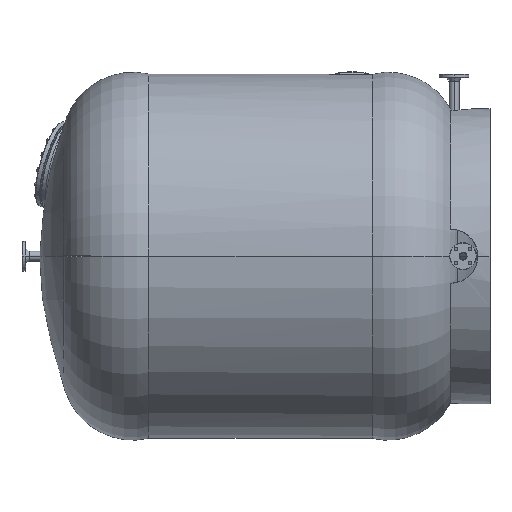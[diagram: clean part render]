
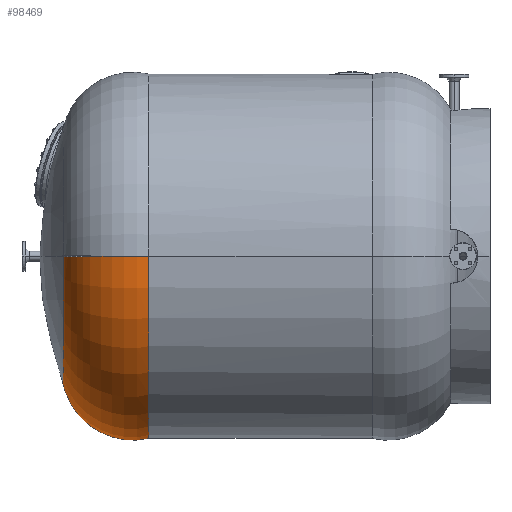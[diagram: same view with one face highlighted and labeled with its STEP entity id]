
A CAD part, left-side view. The second image highlights one B-rep face of the part: STEP entity #98469.
In plain terms, the highlighted toroidal (fillet/blend) face has major radius 625 mm and minor radius 396.992 mm.
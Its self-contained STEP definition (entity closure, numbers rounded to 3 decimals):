
#1675 = ORIENTED_EDGE ( 'NONE', *, *, #38713, .F. ) ;
#2150 = VERTEX_POINT ( 'NONE', #73389 ) ;
#6243 = CARTESIAN_POINT ( 'NONE',  ( 1475., 1982.831, -850. ) ) ;
#7190 = DIRECTION ( 'NONE',  ( -0.797, -0.604, 0. ) ) ;
#10614 = CARTESIAN_POINT ( 'NONE',  ( 1863.909, 1903.131, -850. ) ) ;
#12076 = ORIENTED_EDGE ( 'NONE', *, *, #94631, .T. ) ;
#12213 = AXIS2_PLACEMENT_3D ( 'NONE', #79646, #41583, #88013 ) ;
#12281 = DIRECTION ( 'NONE',  ( 0.98, -0.201, 0. ) ) ;
#12368 = CARTESIAN_POINT ( 'NONE',  ( 1861.139, 1894.324, -891.736 ) ) ;
#13239 = CARTESIAN_POINT ( 'NONE',  ( 1861.139, 1894.324, -891.736 ) ) ;
#13352 = VERTEX_POINT ( 'NONE', #91474 ) ;
#15588 = EDGE_CURVE ( 'NONE', #2150, #27020, #56612, .T. ) ;
#18446 = DIRECTION ( 'NONE',  ( 0., 0., 1. ) ) ;
#20375 = VERTEX_POINT ( 'NONE', #20428 ) ;
#20428 = CARTESIAN_POINT ( 'NONE',  ( 1673.924, 2326.382, -854. ) ) ;
#24977 = EDGE_LOOP ( 'NONE', ( #67783, #103373, #115509, #108973, #111351, #101601, #90445, #101655, #12076, #1675, #99034, #76576, #30179 ) ) ;
#25381 = CIRCLE ( 'NONE', #73604, 396.992 ) ;
#25815 = CARTESIAN_POINT ( 'NONE',  ( 1011.154, 1025.502, -850. ) ) ;
#25867 = EDGE_CURVE ( 'NONE', #119259, #75758, #89182, .T. ) ;
#25905 = AXIS2_PLACEMENT_3D ( 'NONE', #85300, #95601, #76287 ) ;
#27020 = VERTEX_POINT ( 'NONE', #79522 ) ;
#30179 = ORIENTED_EDGE ( 'NONE', *, *, #33133, .F. ) ;
#32131 = CARTESIAN_POINT ( 'NONE',  ( 1560.774, 2370.446, -850. ) ) ;
#33133 = EDGE_CURVE ( 'NONE', #27020, #20375, #98447, .T. ) ;
#34501 = DIRECTION ( 'NONE',  ( -0.604, 0.797, -0.004 ) ) ;
#35111 = DIRECTION ( 'NONE',  ( 0.501, 0.865, 0. ) ) ;
#35161 = VERTEX_POINT ( 'NONE', #65581 ) ;
#35974 = CARTESIAN_POINT ( 'NONE',  ( 1112.479, 1319.908, -850. ) ) ;
#36427 = DIRECTION ( 'NONE',  ( 1., 0., 0. ) ) ;
#36566 = DIRECTION ( 'NONE',  ( 0.604, 0.797, 0. ) ) ;
#36894 = EDGE_CURVE ( 'NONE', #20375, #13352, #51675, .T. ) ;
#38713 = EDGE_CURVE ( 'NONE', #84217, #109320, #100166, .T. ) ;
#38926 = AXIS2_PLACEMENT_3D ( 'NONE', #25815, #7190, #89079 ) ;
#40066 = AXIS2_PLACEMENT_3D ( 'NONE', #89326, #118434, #34501 ) ;
#40095 = AXIS2_PLACEMENT_3D ( 'NONE', #81985, #92751, #65606 ) ;
#40588 = CARTESIAN_POINT ( 'NONE',  ( 1863.432, 1901.581, -867.849 ) ) ;
#41178 = AXIS2_PLACEMENT_3D ( 'NONE', #35974, #72768, #36566 ) ;
#41332 = AXIS2_PLACEMENT_3D ( 'NONE', #6243, #89346, #35111 ) ;
#41583 = DIRECTION ( 'NONE',  ( 0., 0., 1. ) ) ;
#42138 = AXIS2_PLACEMENT_3D ( 'NONE', #82285, #119175, #36427 ) ;
#44251 = DIRECTION ( 'NONE',  ( 0.803, 0.596, 0. ) ) ;
#45248 = CARTESIAN_POINT ( 'NONE',  ( 850., 2370.446, -850. ) ) ;
#47290 = CARTESIAN_POINT ( 'NONE',  ( 1863.608, 1902.151, -864.312 ) ) ;
#49040 = CARTESIAN_POINT ( 'NONE',  ( 1863.909, 1903.129, -853.607 ) ) ;
#50737 = CARTESIAN_POINT ( 'NONE',  ( 1475., 1982.831, -850. ) ) ;
#51675 = CIRCLE ( 'NONE', #111563, 1631.773 ) ;
#56612 = CIRCLE ( 'NONE', #41178, 1128.448 ) ;
#57511 = CARTESIAN_POINT ( 'NONE',  ( 1862.072, 1897.218, -885.183 ) ) ;
#58427 = CARTESIAN_POINT ( 'NONE',  ( 688.846, 1025.502, -850. ) ) ;
#63483 = VERTEX_POINT ( 'NONE', #107085 ) ;
#63920 = DIRECTION ( 'NONE',  ( 1., 0., 0. ) ) ;
#64782 = VERTEX_POINT ( 'NONE', #90612 ) ;
#65449 = EDGE_CURVE ( 'NONE', #63483, #74155, #95590, .T. ) ;
#65581 = CARTESIAN_POINT ( 'NONE',  ( -93.709, 2219.531, -850. ) ) ;
#65606 = DIRECTION ( 'NONE',  ( -0.975, -0.223, 0. ) ) ;
#67495 = DIRECTION ( 'NONE',  ( 0.797, -0.604, 0. ) ) ;
#67783 = ORIENTED_EDGE ( 'NONE', *, *, #15588, .F. ) ;
#67833 = FACE_OUTER_BOUND ( 'NONE', #24977, .T. ) ;
#67903 = EDGE_CURVE ( 'NONE', #74155, #64782, #102600, .T. ) ;
#72768 = DIRECTION ( 'NONE',  ( -0.797, 0.604, 0. ) ) ;
#73389 = CARTESIAN_POINT ( 'NONE',  ( 1793.709, 2219.531, -850. ) ) ;
#73604 = AXIS2_PLACEMENT_3D ( 'NONE', #50737, #105150, #12281 ) ;
#74155 = VERTEX_POINT ( 'NONE', #13239 ) ;
#75637 = CARTESIAN_POINT ( 'NONE',  ( 1863.679, 1902.384, -862.536 ) ) ;
#75758 = VERTEX_POINT ( 'NONE', #85598 ) ;
#76287 = DIRECTION ( 'NONE',  ( -0.501, 0.865, 0. ) ) ;
#76576 = ORIENTED_EDGE ( 'NONE', *, *, #36894, .F. ) ;
#76823 = CARTESIAN_POINT ( 'NONE',  ( 1863.331, 1901.256, -869.612 ) ) ;
#77525 = DIRECTION ( 'NONE',  ( 0., 1., 0. ) ) ;
#78547 = EDGE_CURVE ( 'NONE', #90115, #119259, #96786, .T. ) ;
#79522 = CARTESIAN_POINT ( 'NONE',  ( 1793.705, 2219.525, -854. ) ) ;
#79646 = CARTESIAN_POINT ( 'NONE',  ( 225.008, 1982.829, -854. ) ) ;
#80536 = CIRCLE ( 'NONE', #40066, 1128.448 ) ;
#81033 = EDGE_CURVE ( 'NONE', #13352, #84217, #112740, .T. ) ;
#81985 = CARTESIAN_POINT ( 'NONE',  ( 225., 1982.831, -850. ) ) ;
#82285 = CARTESIAN_POINT ( 'NONE',  ( 850., 1982.831, -850. ) ) ;
#82979 = AXIS2_PLACEMENT_3D ( 'NONE', #100426, #18446, #44251 ) ;
#84079 = CARTESIAN_POINT ( 'NONE',  ( 1863.478, 1901.732, -866.966 ) ) ;
#84217 = VERTEX_POINT ( 'NONE', #32131 ) ;
#84755 = AXIS2_PLACEMENT_3D ( 'NONE', #45248, #108111, #63920 ) ;
#85300 = CARTESIAN_POINT ( 'NONE',  ( 225., 1982.831, -850. ) ) ;
#85598 = CARTESIAN_POINT ( 'NONE',  ( -93.705, 2219.525, -854. ) ) ;
#88013 = DIRECTION ( 'NONE',  ( -0.501, 0.865, 0. ) ) ;
#89079 = DIRECTION ( 'NONE',  ( -0.604, 0.797, 0. ) ) ;
#89182 = CIRCLE ( 'NONE', #12213, 396.993 ) ;
#89326 = CARTESIAN_POINT ( 'NONE',  ( 587.521, 1319.908, -850. ) ) ;
#89346 = DIRECTION ( 'NONE',  ( 0., 0., 1. ) ) ;
#90115 = VERTEX_POINT ( 'NONE', #97809 ) ;
#90445 = ORIENTED_EDGE ( 'NONE', *, *, #25867, .F. ) ;
#90612 = CARTESIAN_POINT ( 'NONE',  ( -162., 1894.324, -850. ) ) ;
#91474 = CARTESIAN_POINT ( 'NONE',  ( 1673.927, 2326.386, -850. ) ) ;
#92751 = DIRECTION ( 'NONE',  ( 0., 0., -1. ) ) ;
#94631 = EDGE_CURVE ( 'NONE', #90115, #109320, #108811, .T. ) ;
#95278 = DIRECTION ( 'NONE',  ( 0.604, 0.797, -0.002 ) ) ;
#95559 = CARTESIAN_POINT ( 'NONE',  ( 1863.851, 1902.942, -857.193 ) ) ;
#95590 = B_SPLINE_CURVE_WITH_KNOTS ( 'NONE', 3,
 ( #10614, #49040, #95559, #75637, #47290, #84079, #40588, #76823, #113100, #102844, #57511, #12368 ),
 .UNSPECIFIED., .F., .F.,
 ( 4, 2, 2, 2, 2, 4 ),
 ( 0., 0.25, 0.375, 0.438, 0.5, 1. ),
 .UNSPECIFIED. ) ;
#95601 = DIRECTION ( 'NONE',  ( 0., 0., -1. ) ) ;
#96037 = CIRCLE ( 'NONE', #40095, 396.992 ) ;
#96786 = CIRCLE ( 'NONE', #38926, 1631.773 ) ;
#97809 = CARTESIAN_POINT ( 'NONE',  ( 26.073, 2326.386, -850. ) ) ;
#97904 = EDGE_CURVE ( 'NONE', #75758, #35161, #80536, .T. ) ;
#98447 = CIRCLE ( 'NONE', #82979, 396.993 ) ;
#98469 = ADVANCED_FACE ( 'NONE', ( #67833 ), #109718, .T. ) ;
#99034 = ORIENTED_EDGE ( 'NONE', *, *, #81033, .F. ) ;
#100166 = CIRCLE ( 'NONE', #84755, 710.774 ) ;
#100426 = CARTESIAN_POINT ( 'NONE',  ( 1474.991, 1982.828, -854. ) ) ;
#101601 = ORIENTED_EDGE ( 'NONE', *, *, #97904, .F. ) ;
#101655 = ORIENTED_EDGE ( 'NONE', *, *, #78547, .F. ) ;
#102600 = CIRCLE ( 'NONE', #112279, 1012. ) ;
#102844 = CARTESIAN_POINT ( 'NONE',  ( 1862.758, 1899.411, -878.39 ) ) ;
#103373 = ORIENTED_EDGE ( 'NONE', *, *, #103402, .F. ) ;
#103402 = EDGE_CURVE ( 'NONE', #63483, #2150, #25381, .T. ) ;
#105150 = DIRECTION ( 'NONE',  ( 0., 0., 1. ) ) ;
#105321 = DIRECTION ( 'NONE',  ( 0.999, 0., -0.041 ) ) ;
#105421 = EDGE_CURVE ( 'NONE', #64782, #35161, #96037, .T. ) ;
#106581 = CARTESIAN_POINT ( 'NONE',  ( 26.076, 2326.382, -854. ) ) ;
#107085 = CARTESIAN_POINT ( 'NONE',  ( 1863.909, 1903.131, -850. ) ) ;
#108111 = DIRECTION ( 'NONE',  ( 0., 1., 0. ) ) ;
#108811 = CIRCLE ( 'NONE', #25905, 396.992 ) ;
#108973 = ORIENTED_EDGE ( 'NONE', *, *, #67903, .T. ) ;
#109320 = VERTEX_POINT ( 'NONE', #113502 ) ;
#109718 = TOROIDAL_SURFACE ( 'NONE', #42138, 625., 396.992 ) ;
#111351 = ORIENTED_EDGE ( 'NONE', *, *, #105421, .T. ) ;
#111563 = AXIS2_PLACEMENT_3D ( 'NONE', #58427, #67495, #95278 ) ;
#112279 = AXIS2_PLACEMENT_3D ( 'NONE', #115599, #77525, #105321 ) ;
#112740 = CIRCLE ( 'NONE', #41332, 396.992 ) ;
#113100 = CARTESIAN_POINT ( 'NONE',  ( 1863.277, 1901.081, -870.494 ) ) ;
#113502 = CARTESIAN_POINT ( 'NONE',  ( 139.226, 2370.446, -850. ) ) ;
#115509 = ORIENTED_EDGE ( 'NONE', *, *, #65449, .T. ) ;
#115599 = CARTESIAN_POINT ( 'NONE',  ( 850., 1894.324, -850. ) ) ;
#118434 = DIRECTION ( 'NONE',  ( 0.797, 0.604, 0. ) ) ;
#119175 = DIRECTION ( 'NONE',  ( 0., 1., 0. ) ) ;
#119259 = VERTEX_POINT ( 'NONE', #106581 ) ;
